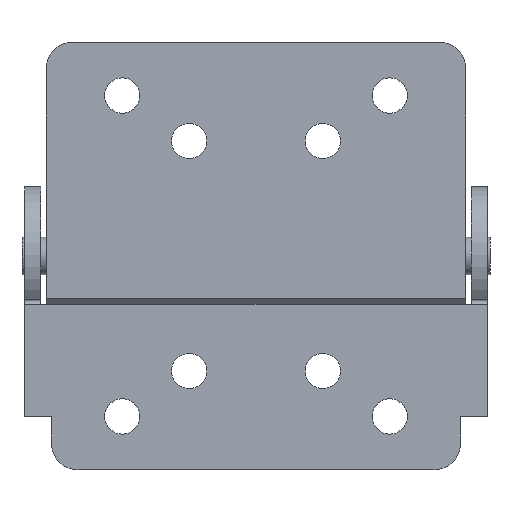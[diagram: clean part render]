
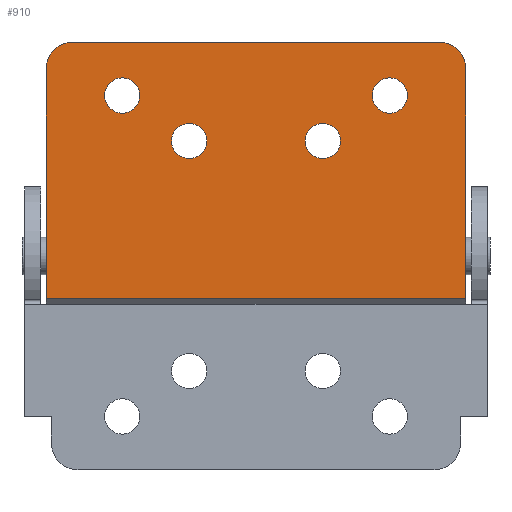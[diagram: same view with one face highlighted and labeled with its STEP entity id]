
A CAD part, front view. The second image highlights one B-rep face of the part: STEP entity #910.
In plain terms, the highlighted planar face has unit normal (0, -1, 0).
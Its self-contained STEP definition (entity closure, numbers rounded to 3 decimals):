
#605 = EDGE_CURVE ( 'NONE', #707, #708, #1918, .T. ) ;
#618 = VERTEX_POINT ( 'NONE', #1898 ) ;
#619 = VERTEX_POINT ( 'NONE', #1897 ) ;
#623 = VERTEX_POINT ( 'NONE', #1957 ) ;
#662 = EDGE_CURVE ( 'NONE', #739, #740, #2024, .T. ) ;
#671 = EDGE_CURVE ( 'NONE', #672, #673, #2004, .T. ) ;
#672 = VERTEX_POINT ( 'NONE', #2000 ) ;
#673 = VERTEX_POINT ( 'NONE', #1999 ) ;
#695 = EDGE_CURVE ( 'NONE', #618, #619, #2076, .T. ) ;
#696 = EDGE_CURVE ( 'NONE', #710, #711, #2072, .T. ) ;
#707 = VERTEX_POINT ( 'NONE', #2117 ) ;
#708 = VERTEX_POINT ( 'NONE', #2116 ) ;
#710 = VERTEX_POINT ( 'NONE', #2111 ) ;
#711 = VERTEX_POINT ( 'NONE', #2110 ) ;
#722 = EDGE_CURVE ( 'NONE', #623, #770, #2088, .T. ) ;
#739 = VERTEX_POINT ( 'NONE', #2175 ) ;
#740 = VERTEX_POINT ( 'NONE', #2174 ) ;
#770 = VERTEX_POINT ( 'NONE', #2246 ) ;
#851 = EDGE_LOOP ( 'NONE', ( #854, #855 ) ) ;
#852 = ORIENTED_EDGE ( 'NONE', *, *, #853, .F. ) ;
#853 = EDGE_CURVE ( 'NONE', #619, #618, #2359, .T. ) ;
#854 = ORIENTED_EDGE ( 'NONE', *, *, #722, .F. ) ;
#855 = ORIENTED_EDGE ( 'NONE', *, *, #856, .F. ) ;
#856 = EDGE_CURVE ( 'NONE', #770, #623, #2354, .T. ) ;
#857 = EDGE_LOOP ( 'NONE', ( #858, #859, #861, #895, #887, #884 ) ) ;
#858 = ORIENTED_EDGE ( 'NONE', *, *, #923, .T. ) ;
#859 = ORIENTED_EDGE ( 'NONE', *, *, #860, .T. ) ;
#860 = EDGE_CURVE ( 'NONE', #921, #672, #2350, .T. ) ;
#861 = ORIENTED_EDGE ( 'NONE', *, *, #671, .T. ) ;
#884 = ORIENTED_EDGE ( 'NONE', *, *, #888, .T. ) ;
#887 = ORIENTED_EDGE ( 'NONE', *, *, #605, .F. ) ;
#888 = EDGE_CURVE ( 'NONE', #707, #907, #2422, .T. ) ;
#893 = ORIENTED_EDGE ( 'NONE', *, *, #897, .F. ) ;
#894 = ORIENTED_EDGE ( 'NONE', *, *, #695, .F. ) ;
#895 = ORIENTED_EDGE ( 'NONE', *, *, #896, .F. ) ;
#896 = EDGE_CURVE ( 'NONE', #708, #673, #2411, .T. ) ;
#897 = EDGE_CURVE ( 'NONE', #711, #710, #2474, .T. ) ;
#898 = EDGE_LOOP ( 'NONE', ( #894, #852 ) ) ;
#899 = ORIENTED_EDGE ( 'NONE', *, *, #696, .F. ) ;
#900 = EDGE_LOOP ( 'NONE', ( #899, #893 ) ) ;
#901 = EDGE_CURVE ( 'NONE', #740, #739, #2469, .T. ) ;
#902 = ORIENTED_EDGE ( 'NONE', *, *, #901, .F. ) ;
#907 = VERTEX_POINT ( 'NONE', #2459 ) ;
#910 = ADVANCED_FACE ( 'NONE', ( #2454, #2453, #2452, #2451, #2450 ), #2449, .F. ) ;
#911 = EDGE_LOOP ( 'NONE', ( #912, #902 ) ) ;
#912 = ORIENTED_EDGE ( 'NONE', *, *, #662, .F. ) ;
#921 = VERTEX_POINT ( 'NONE', #2499 ) ;
#923 = EDGE_CURVE ( 'NONE', #907, #921, #2498, .T. ) ;
#1897 = CARTESIAN_POINT ( 'NONE',  ( 12.5, -14., 18.2 ) ) ;
#1898 = CARTESIAN_POINT ( 'NONE',  ( 12.5, -14., 24.8 ) ) ;
#1915 = DIRECTION ( 'NONE',  ( 0., 0., -1. ) ) ;
#1916 = VECTOR ( 'NONE', #1915, 1000. ) ;
#1917 = CARTESIAN_POINT ( 'NONE',  ( 39.25, -14., -8. ) ) ;
#1918 = LINE ( 'NONE', #1917, #1916 ) ;
#1957 = CARTESIAN_POINT ( 'NONE',  ( -12.5, -14., 24.8 ) ) ;
#1999 = CARTESIAN_POINT ( 'NONE',  ( -39.25, -14., -8. ) ) ;
#2000 = CARTESIAN_POINT ( 'NONE',  ( -39.25, -14., 35. ) ) ;
#2001 = DIRECTION ( 'NONE',  ( 0., 0., -1. ) ) ;
#2002 = VECTOR ( 'NONE', #2001, 1000. ) ;
#2003 = CARTESIAN_POINT ( 'NONE',  ( -39.25, -14., -8. ) ) ;
#2004 = LINE ( 'NONE', #2003, #2002 ) ;
#2020 = DIRECTION ( 'NONE',  ( 0., 0., 1. ) ) ;
#2021 = DIRECTION ( 'NONE',  ( 0., -1., 0. ) ) ;
#2022 = CARTESIAN_POINT ( 'NONE',  ( 25., -14., 30. ) ) ;
#2023 = AXIS2_PLACEMENT_3D ( 'NONE', #2022, #2021, #2020 ) ;
#2024 = CIRCLE ( 'NONE', #2023, 3.3 ) ;
#2068 = DIRECTION ( 'NONE',  ( 0., 0., 1. ) ) ;
#2069 = DIRECTION ( 'NONE',  ( 0., -1., 0. ) ) ;
#2070 = CARTESIAN_POINT ( 'NONE',  ( -25., -14., 30. ) ) ;
#2071 = AXIS2_PLACEMENT_3D ( 'NONE', #2070, #2069, #2068 ) ;
#2072 = CIRCLE ( 'NONE', #2071, 3.3 ) ;
#2073 = DIRECTION ( 'NONE',  ( 0., 0., 1. ) ) ;
#2074 = DIRECTION ( 'NONE',  ( 0., -1., 0. ) ) ;
#2075 = AXIS2_PLACEMENT_3D ( 'NONE', #2081, #2074, #2073 ) ;
#2076 = CIRCLE ( 'NONE', #2075, 3.3 ) ;
#2081 = CARTESIAN_POINT ( 'NONE',  ( 12.5, -14., 21.5 ) ) ;
#2088 = CIRCLE ( 'NONE', #2152, 3.3 ) ;
#2110 = CARTESIAN_POINT ( 'NONE',  ( -25., -14., 26.7 ) ) ;
#2111 = CARTESIAN_POINT ( 'NONE',  ( -25., -14., 33.3 ) ) ;
#2116 = CARTESIAN_POINT ( 'NONE',  ( 39.25, -14., -8. ) ) ;
#2117 = CARTESIAN_POINT ( 'NONE',  ( 39.25, -14., 35. ) ) ;
#2149 = DIRECTION ( 'NONE',  ( 0., 0., 1. ) ) ;
#2150 = DIRECTION ( 'NONE',  ( 0., -1., 0. ) ) ;
#2151 = CARTESIAN_POINT ( 'NONE',  ( -12.5, -14., 21.5 ) ) ;
#2152 = AXIS2_PLACEMENT_3D ( 'NONE', #2151, #2150, #2149 ) ;
#2174 = CARTESIAN_POINT ( 'NONE',  ( 25., -14., 26.7 ) ) ;
#2175 = CARTESIAN_POINT ( 'NONE',  ( 25., -14., 33.3 ) ) ;
#2246 = CARTESIAN_POINT ( 'NONE',  ( -12.5, -14., 18.2 ) ) ;
#2348 = CARTESIAN_POINT ( 'NONE',  ( -34.25, -14., 35. ) ) ;
#2349 = AXIS2_PLACEMENT_3D ( 'NONE', #2348, #2407, #2406 ) ;
#2350 = CIRCLE ( 'NONE', #2349, 5. ) ;
#2351 = DIRECTION ( 'NONE',  ( 0., 0., 1. ) ) ;
#2352 = DIRECTION ( 'NONE',  ( 0., -1., 0. ) ) ;
#2353 = AXIS2_PLACEMENT_3D ( 'NONE', #2360, #2352, #2351 ) ;
#2354 = CIRCLE ( 'NONE', #2353, 3.3 ) ;
#2355 = DIRECTION ( 'NONE',  ( 0., 0., 1. ) ) ;
#2356 = DIRECTION ( 'NONE',  ( 0., -1., 0. ) ) ;
#2357 = CARTESIAN_POINT ( 'NONE',  ( 12.5, -14., 21.5 ) ) ;
#2358 = AXIS2_PLACEMENT_3D ( 'NONE', #2357, #2356, #2355 ) ;
#2359 = CIRCLE ( 'NONE', #2358, 3.3 ) ;
#2360 = CARTESIAN_POINT ( 'NONE',  ( -12.5, -14., 21.5 ) ) ;
#2406 = DIRECTION ( 'NONE',  ( 0., 0., 1. ) ) ;
#2407 = DIRECTION ( 'NONE',  ( 0., -1., 0. ) ) ;
#2408 = DIRECTION ( 'NONE',  ( -1., 0., 0. ) ) ;
#2409 = VECTOR ( 'NONE', #2408, 1000. ) ;
#2410 = CARTESIAN_POINT ( 'NONE',  ( 39.25, -14., -8. ) ) ;
#2411 = LINE ( 'NONE', #2410, #2409 ) ;
#2418 = DIRECTION ( 'NONE',  ( 0., 0., 1. ) ) ;
#2419 = DIRECTION ( 'NONE',  ( 0., -1., 0. ) ) ;
#2420 = CARTESIAN_POINT ( 'NONE',  ( 34.25, -14., 35. ) ) ;
#2421 = AXIS2_PLACEMENT_3D ( 'NONE', #2420, #2419, #2418 ) ;
#2422 = CIRCLE ( 'NONE', #2421, 5. ) ;
#2445 = DIRECTION ( 'NONE',  ( 0., 0., 1. ) ) ;
#2446 = DIRECTION ( 'NONE',  ( 0., 1., 0. ) ) ;
#2447 = CARTESIAN_POINT ( 'NONE',  ( 39.25, -14., -8. ) ) ;
#2448 = AXIS2_PLACEMENT_3D ( 'NONE', #2447, #2446, #2445 ) ;
#2449 = PLANE ( 'NONE',  #2448 ) ;
#2450 = FACE_OUTER_BOUND ( 'NONE', #857, .T. ) ;
#2451 = FACE_BOUND ( 'NONE', #851, .T. ) ;
#2452 = FACE_BOUND ( 'NONE', #898, .T. ) ;
#2453 = FACE_BOUND ( 'NONE', #900, .T. ) ;
#2454 = FACE_BOUND ( 'NONE', #911, .T. ) ;
#2459 = CARTESIAN_POINT ( 'NONE',  ( 34.25, -14., 40. ) ) ;
#2465 = DIRECTION ( 'NONE',  ( 0., 0., 1. ) ) ;
#2466 = DIRECTION ( 'NONE',  ( 0., -1., 0. ) ) ;
#2467 = CARTESIAN_POINT ( 'NONE',  ( 25., -14., 30. ) ) ;
#2468 = AXIS2_PLACEMENT_3D ( 'NONE', #2467, #2466, #2465 ) ;
#2469 = CIRCLE ( 'NONE', #2468, 3.3 ) ;
#2470 = DIRECTION ( 'NONE',  ( 0., 0., 1. ) ) ;
#2471 = DIRECTION ( 'NONE',  ( 0., -1., 0. ) ) ;
#2472 = CARTESIAN_POINT ( 'NONE',  ( -25., -14., 30. ) ) ;
#2473 = AXIS2_PLACEMENT_3D ( 'NONE', #2472, #2471, #2470 ) ;
#2474 = CIRCLE ( 'NONE', #2473, 3.3 ) ;
#2495 = DIRECTION ( 'NONE',  ( -1., 0., 0. ) ) ;
#2496 = VECTOR ( 'NONE', #2495, 1000. ) ;
#2497 = CARTESIAN_POINT ( 'NONE',  ( 39.25, -14., 40. ) ) ;
#2498 = LINE ( 'NONE', #2497, #2496 ) ;
#2499 = CARTESIAN_POINT ( 'NONE',  ( -34.25, -14., 40. ) ) ;
